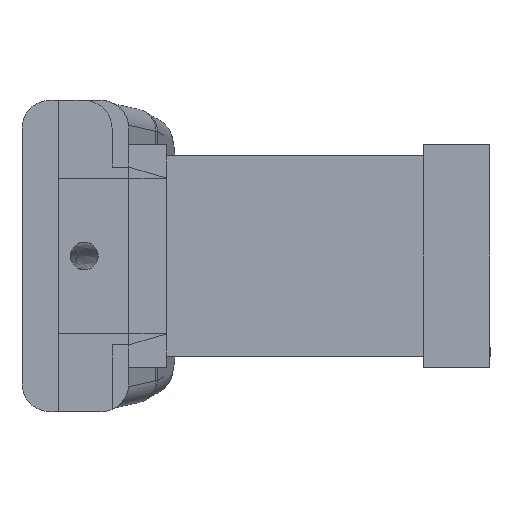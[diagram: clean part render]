
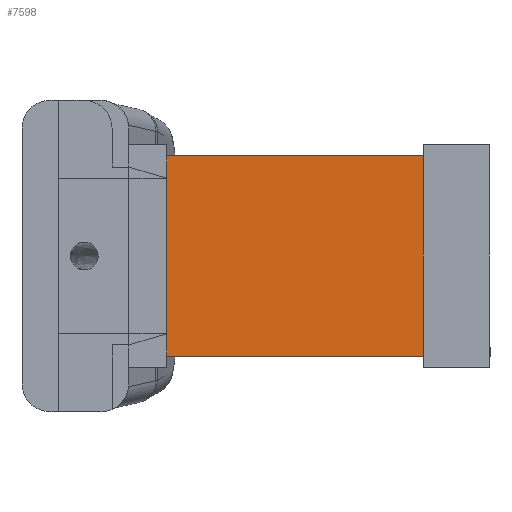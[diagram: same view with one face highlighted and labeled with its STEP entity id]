
A CAD part, left-side view. The second image highlights one B-rep face of the part: STEP entity #7598.
In plain terms, the highlighted planar face has unit normal (-1, 0, 0).
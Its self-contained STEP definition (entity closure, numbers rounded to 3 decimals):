
#583=PLANE('',#8164);
#897=FACE_OUTER_BOUND('',#1318,.T.);
#1318=EDGE_LOOP('',(#6440,#6441,#6442,#6443));
#2057=LINE('',#12508,#2856);
#2058=LINE('',#12511,#2857);
#2061=LINE('',#12517,#2860);
#2064=LINE('',#12522,#2863);
#2856=VECTOR('',#9655,10.);
#2857=VECTOR('',#9658,10.);
#2860=VECTOR('',#9663,10.);
#2863=VECTOR('',#9668,10.);
#3608=VERTEX_POINT('',#12467);
#3613=VERTEX_POINT('',#12477);
#3622=VERTEX_POINT('',#12510);
#3624=VERTEX_POINT('',#12516);
#4595=EDGE_CURVE('',#3608,#3613,#2057,.T.);
#4596=EDGE_CURVE('',#3613,#3622,#2058,.T.);
#4599=EDGE_CURVE('',#3624,#3608,#2061,.T.);
#4602=EDGE_CURVE('',#3622,#3624,#2064,.T.);
#6440=ORIENTED_EDGE('',*,*,#4602,.F.);
#6441=ORIENTED_EDGE('',*,*,#4596,.F.);
#6442=ORIENTED_EDGE('',*,*,#4595,.F.);
#6443=ORIENTED_EDGE('',*,*,#4599,.F.);
#7598=ADVANCED_FACE('',(#897),#583,.F.);
#8164=AXIS2_PLACEMENT_3D('',#12525,#9672,#9673);
#9655=DIRECTION('',(0.,0.,-1.));
#9658=DIRECTION('',(0.,1.,0.));
#9663=DIRECTION('',(0.,-1.,0.));
#9668=DIRECTION('',(0.,0.,1.));
#9672=DIRECTION('center_axis',(1.,0.,0.));
#9673=DIRECTION('ref_axis',(0.,0.,-1.));
#12467=CARTESIAN_POINT('',(0.,-23.,1.033));
#12477=CARTESIAN_POINT('',(0.,-23.,-16.967));
#12508=CARTESIAN_POINT('',(0.,-23.,1.033));
#12510=CARTESIAN_POINT('',(0.,0.1,-16.967));
#12511=CARTESIAN_POINT('',(0.,-23.,-16.967));
#12516=CARTESIAN_POINT('',(0.,0.1,1.033));
#12517=CARTESIAN_POINT('',(0.,0.1,1.033));
#12522=CARTESIAN_POINT('',(0.,0.1,-16.967));
#12525=CARTESIAN_POINT('Origin',(0.,-11.45,-7.967));
